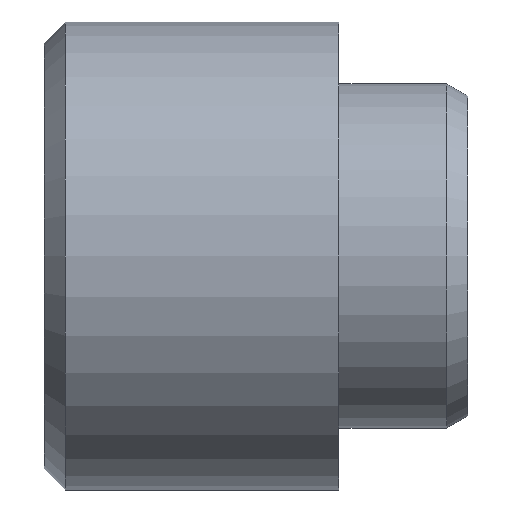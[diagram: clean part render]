
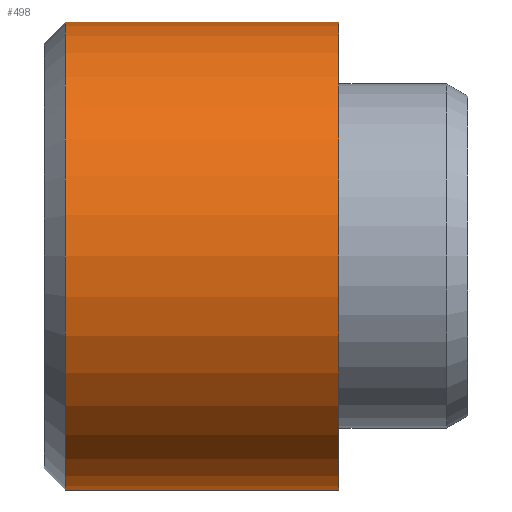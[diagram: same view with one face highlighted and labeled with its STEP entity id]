
A CAD part, left-side view. The second image highlights one B-rep face of the part: STEP entity #498.
In plain terms, the highlighted cylindrical face has radius 2.78 mm (diameter 5.56 mm), a partial arc.
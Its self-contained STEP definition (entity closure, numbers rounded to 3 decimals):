
#44 = AXIS2_PLACEMENT_3D ( 'NONE', #192, #354, #243 ) ;
#61 = CARTESIAN_POINT ( 'NONE',  ( 0., 36.602, -2.78 ) ) ;
#110 = VECTOR ( 'NONE', #440, 1000. ) ;
#121 = CYLINDRICAL_SURFACE ( 'NONE', #44, 2.78 ) ;
#125 = VERTEX_POINT ( 'NONE', #246 ) ;
#140 = CARTESIAN_POINT ( 'NONE',  ( 0., 3.25, -2.78 ) ) ;
#156 = CARTESIAN_POINT ( 'NONE',  ( 0., 0., 0. ) ) ;
#160 = EDGE_CURVE ( 'NONE', #430, #239, #427, .T. ) ;
#188 = CIRCLE ( 'NONE', #509, 2.78 ) ;
#192 = CARTESIAN_POINT ( 'NONE',  ( 0., 36.602, 0. ) ) ;
#196 = AXIS2_PLACEMENT_3D ( 'NONE', #156, #400, #350 ) ;
#239 = VERTEX_POINT ( 'NONE', #140 ) ;
#243 = DIRECTION ( 'NONE',  ( 0., 0., 1. ) ) ;
#246 = CARTESIAN_POINT ( 'NONE',  ( 0., 0., 2.78 ) ) ;
#267 = EDGE_CURVE ( 'NONE', #430, #125, #424, .T. ) ;
#273 = FACE_OUTER_BOUND ( 'NONE', #401, .T. ) ;
#276 = CARTESIAN_POINT ( 'NONE',  ( 0., 36.602, 2.78 ) ) ;
#332 = CARTESIAN_POINT ( 'NONE',  ( 0., 3.25, 0. ) ) ;
#338 = CARTESIAN_POINT ( 'NONE',  ( 0., 0., -2.78 ) ) ;
#350 = DIRECTION ( 'NONE',  ( 0., 0., 1. ) ) ;
#354 = DIRECTION ( 'NONE',  ( 0., 1., 0. ) ) ;
#363 = VERTEX_POINT ( 'NONE', #455 ) ;
#366 = ORIENTED_EDGE ( 'NONE', *, *, #410, .T. ) ;
#379 = DIRECTION ( 'NONE',  ( 0., 0., -1. ) ) ;
#388 = ORIENTED_EDGE ( 'NONE', *, *, #516, .T. ) ;
#400 = DIRECTION ( 'NONE',  ( 0., 1., 0. ) ) ;
#401 = EDGE_LOOP ( 'NONE', ( #481, #426, #388, #366 ) ) ;
#410 = EDGE_CURVE ( 'NONE', #363, #239, #188, .T. ) ;
#419 = DIRECTION ( 'NONE',  ( 0., -1., 0. ) ) ;
#424 = CIRCLE ( 'NONE', #196, 2.78 ) ;
#426 = ORIENTED_EDGE ( 'NONE', *, *, #267, .T. ) ;
#427 = LINE ( 'NONE', #61, #527 ) ;
#430 = VERTEX_POINT ( 'NONE', #338 ) ;
#440 = DIRECTION ( 'NONE',  ( 0., 1., 0. ) ) ;
#455 = CARTESIAN_POINT ( 'NONE',  ( 0., 3.25, 2.78 ) ) ;
#481 = ORIENTED_EDGE ( 'NONE', *, *, #160, .F. ) ;
#489 = LINE ( 'NONE', #276, #110 ) ;
#498 = ADVANCED_FACE ( 'NONE', ( #273 ), #121, .T. ) ;
#509 = AXIS2_PLACEMENT_3D ( 'NONE', #332, #419, #379 ) ;
#513 = DIRECTION ( 'NONE',  ( 0., 1., 0. ) ) ;
#516 = EDGE_CURVE ( 'NONE', #125, #363, #489, .T. ) ;
#527 = VECTOR ( 'NONE', #513, 1000. ) ;
